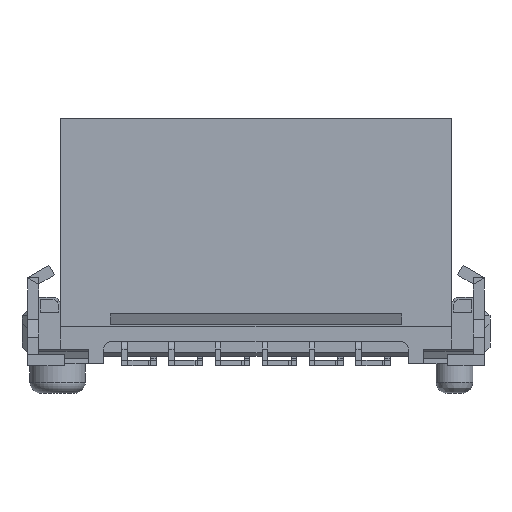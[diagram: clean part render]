
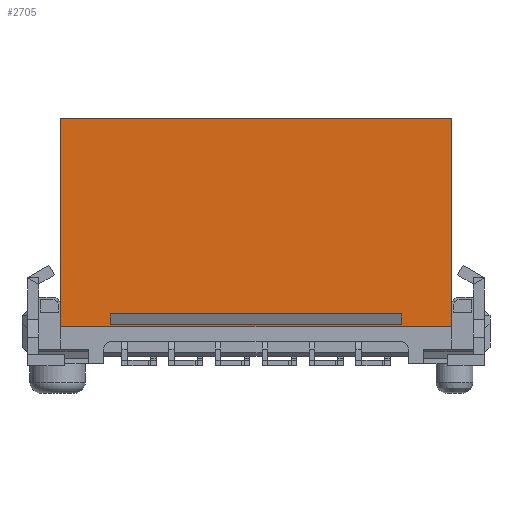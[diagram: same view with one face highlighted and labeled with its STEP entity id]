
A CAD part, front view. The second image highlights one B-rep face of the part: STEP entity #2705.
In plain terms, the highlighted planar face has unit normal (0, -1, 0).
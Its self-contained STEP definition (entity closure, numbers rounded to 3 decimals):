
#2242=CARTESIAN_POINT('',(-5.3,-2.1,6.7));
#2243=VERTEX_POINT('',#2242);
#2252=CARTESIAN_POINT('',(5.3,-2.1,6.7));
#2253=VERTEX_POINT('',#2252);
#2254=CARTESIAN_POINT('',(5.3,-2.1,6.7));
#2255=DIRECTION('',(-1.0,0.0,0.0));
#2256=VECTOR('',#2255,10.6);
#2257=LINE('',#2254,#2256);
#2258=EDGE_CURVE('',#2253,#2243,#2257,.T.);
#2500=CARTESIAN_POINT('',(3.95,-2.1,1.116));
#2501=VERTEX_POINT('',#2500);
#2502=CARTESIAN_POINT('',(-3.95,-2.1,1.116));
#2503=VERTEX_POINT('',#2502);
#2504=CARTESIAN_POINT('',(3.95,-2.1,1.116));
#2505=DIRECTION('',(-1.0,0.0,0.0));
#2506=VECTOR('',#2505,7.9);
#2507=LINE('',#2504,#2506);
#2508=EDGE_CURVE('',#2501,#2503,#2507,.T.);
#2540=CARTESIAN_POINT('',(-3.95,-2.1,1.405));
#2541=VERTEX_POINT('',#2540);
#2542=CARTESIAN_POINT('',(-3.95,-2.1,1.116));
#2543=DIRECTION('',(0.0,0.0,1.0));
#2544=VECTOR('',#2543,0.289);
#2545=LINE('',#2542,#2544);
#2546=EDGE_CURVE('',#2503,#2541,#2545,.T.);
#2563=CARTESIAN_POINT('',(3.95,-2.1,1.405));
#2564=VERTEX_POINT('',#2563);
#2565=CARTESIAN_POINT('',(-3.95,-2.1,1.405));
#2566=DIRECTION('',(1.0,0.0,0.0));
#2567=VECTOR('',#2566,7.9);
#2568=LINE('',#2565,#2567);
#2569=EDGE_CURVE('',#2541,#2564,#2568,.T.);
#2587=CARTESIAN_POINT('',(3.95,-2.1,1.405));
#2588=DIRECTION('',(0.0,0.0,-1.0));
#2589=VECTOR('',#2588,0.289);
#2590=LINE('',#2587,#2589);
#2591=EDGE_CURVE('',#2564,#2501,#2590,.T.);
#2612=CARTESIAN_POINT('',(-5.3,-2.1,1.05));
#2613=VERTEX_POINT('',#2612);
#2620=CARTESIAN_POINT('',(-5.3,-2.1,1.05));
#2621=DIRECTION('',(0.0,0.0,1.0));
#2622=VECTOR('',#2621,5.65);
#2623=LINE('',#2620,#2622);
#2624=EDGE_CURVE('',#2613,#2243,#2623,.T.);
#2665=CARTESIAN_POINT('',(5.3,-2.1,1.05));
#2666=VERTEX_POINT('',#2665);
#2667=CARTESIAN_POINT('',(5.3,-2.1,1.05));
#2668=DIRECTION('',(0.0,0.0,1.0));
#2669=VECTOR('',#2668,5.65);
#2670=LINE('',#2667,#2669);
#2671=EDGE_CURVE('',#2666,#2253,#2670,.T.);
#2683=CARTESIAN_POINT('',(5.3,-2.1,1.05));
#2684=DIRECTION('',(0.0,-1.0,0.0));
#2685=DIRECTION('',(0.0,0.0,-1.0));
#2686=AXIS2_PLACEMENT_3D('',#2683,#2684,#2685);
#2687=PLANE('',#2686);
#2688=ORIENTED_EDGE('',*,*,#2258,.T.);
#2689=ORIENTED_EDGE('',*,*,#2624,.F.);
#2690=CARTESIAN_POINT('',(5.3,-2.1,1.05));
#2691=DIRECTION('',(-1.0,0.0,0.0));
#2692=VECTOR('',#2691,10.6);
#2693=LINE('',#2690,#2692);
#2694=EDGE_CURVE('',#2666,#2613,#2693,.T.);
#2695=ORIENTED_EDGE('',*,*,#2694,.F.);
#2696=ORIENTED_EDGE('',*,*,#2671,.T.);
#2697=EDGE_LOOP('',(#2688,#2689,#2695,#2696));
#2698=FACE_OUTER_BOUND('',#2697,.T.);
#2699=ORIENTED_EDGE('',*,*,#2569,.T.);
#2700=ORIENTED_EDGE('',*,*,#2591,.T.);
#2701=ORIENTED_EDGE('',*,*,#2508,.T.);
#2702=ORIENTED_EDGE('',*,*,#2546,.T.);
#2703=EDGE_LOOP('',(#2699,#2700,#2701,#2702));
#2704=FACE_BOUND('',#2703,.T.);
#2705=ADVANCED_FACE('',(#2698,#2704),#2687,.T.);
